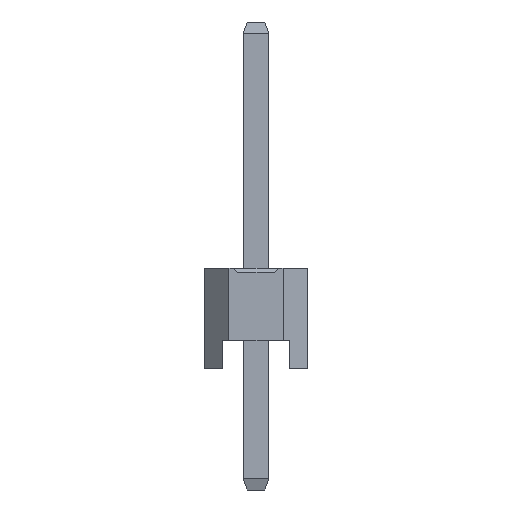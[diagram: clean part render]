
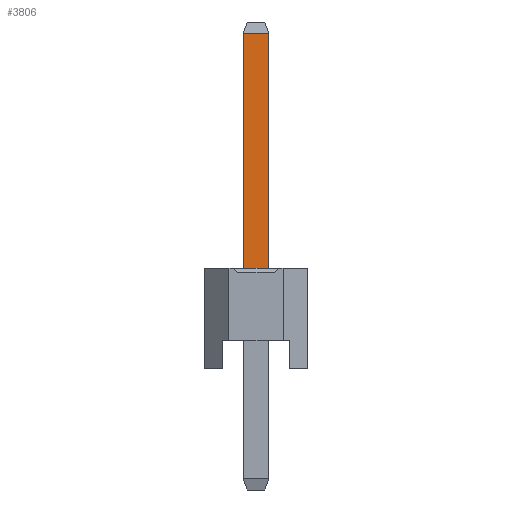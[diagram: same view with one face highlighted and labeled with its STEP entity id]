
A CAD part, left-side view. The second image highlights one B-rep face of the part: STEP entity #3806.
In plain terms, the highlighted planar face has unit normal (-1, 0, 0).
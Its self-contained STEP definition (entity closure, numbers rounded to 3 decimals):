
#3806=ADVANCED_FACE('',(#10002),#10004,.T.);
#10002=FACE_BOUND('',#10003,.T.);
#10003=EDGE_LOOP('',(#14857,#14858,#14859,#14860));
#10004=PLANE('',#10005);
#10005=AXIS2_PLACEMENT_3D('',#10006,#10007,#10008);
#10006=CARTESIAN_POINT('',(-0.32,0.32,-3.));
#10007=DIRECTION('',(-1.,0.,0.));
#10008=DIRECTION('',(0.,-1.,0.));
#14857=ORIENTED_EDGE('',*,*,#17692,.F.);
#14858=ORIENTED_EDGE('',*,*,#17687,.F.);
#14859=ORIENTED_EDGE('',*,*,#16764,.T.);
#14860=ORIENTED_EDGE('',*,*,#17691,.T.);
#16764=EDGE_CURVE('',#19174,#19178,#19180,.T.);
#17687=EDGE_CURVE('',#19174,#20562,#20565,.T.);
#17691=EDGE_CURVE('',#19178,#20569,#20571,.T.);
#17692=EDGE_CURVE('',#20562,#20569,#20572,.T.);
#19174=VERTEX_POINT('',#23302);
#19178=VERTEX_POINT('',#23310);
#19180=LINE('',#23314,#23315);
#20562=VERTEX_POINT('',#26538);
#20565=LINE('',#26545,#26546);
#20569=VERTEX_POINT('',#26555);
#20571=LINE('',#26559,#26560);
#20572=LINE('',#26562,#26563);
#23302=CARTESIAN_POINT('',(-0.32,0.32,2.5));
#23310=CARTESIAN_POINT('',(-0.32,-0.32,2.5));
#23314=CARTESIAN_POINT('',(-0.32,0.32,2.5));
#23315=VECTOR('',#23316,1.);
#23316=DIRECTION('',(0.,-1.,0.));
#26538=CARTESIAN_POINT('',(-0.32,0.32,8.325));
#26545=CARTESIAN_POINT('',(-0.32,0.32,2.5));
#26546=VECTOR('',#26547,1.);
#26547=DIRECTION('',(0.,0.,1.));
#26555=CARTESIAN_POINT('',(-0.32,-0.32,8.325));
#26559=CARTESIAN_POINT('',(-0.32,-0.32,2.5));
#26560=VECTOR('',#26561,1.);
#26561=DIRECTION('',(0.,0.,1.));
#26562=CARTESIAN_POINT('',(-0.32,0.32,8.325));
#26563=VECTOR('',#26564,1.);
#26564=DIRECTION('',(0.,-1.,0.));
